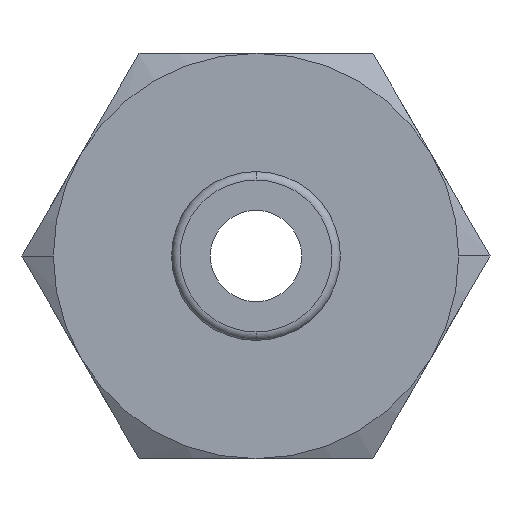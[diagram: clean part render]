
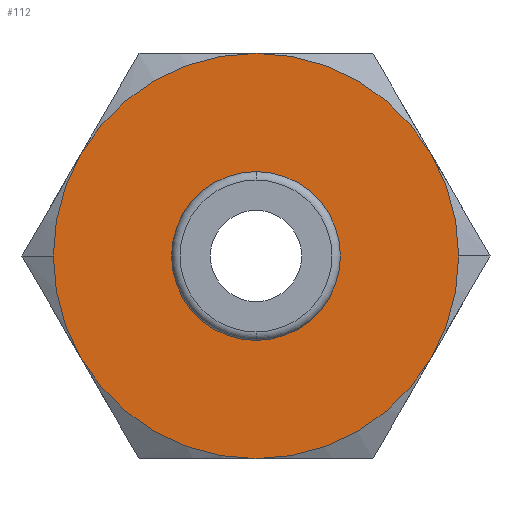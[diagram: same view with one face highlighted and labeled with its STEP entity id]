
A CAD part, front view. The second image highlights one B-rep face of the part: STEP entity #112.
In plain terms, the highlighted planar face has unit normal (0, -1, 0).
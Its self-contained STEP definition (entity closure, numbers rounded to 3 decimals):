
#112=ADVANCED_FACE('',(#252,#253),#254,.T.);
#252=FACE_OUTER_BOUND('',#425,.T.);
#253=FACE_BOUND('',#426,.T.);
#254=PLANE('',#427);
#425=EDGE_LOOP('',(#702,#703,#704,#705,#706,#707,#708,#709));
#426=EDGE_LOOP('',(#710,#711));
#427=AXIS2_PLACEMENT_3D('',#712,#713,#714);
#702=ORIENTED_EDGE('',*,*,#1134,.F.);
#703=ORIENTED_EDGE('',*,*,#1135,.F.);
#704=ORIENTED_EDGE('',*,*,#1136,.F.);
#705=ORIENTED_EDGE('',*,*,#1137,.F.);
#706=ORIENTED_EDGE('',*,*,#1101,.F.);
#707=ORIENTED_EDGE('',*,*,#1138,.F.);
#708=ORIENTED_EDGE('',*,*,#1139,.F.);
#709=ORIENTED_EDGE('',*,*,#1096,.F.);
#710=ORIENTED_EDGE('',*,*,#1062,.F.);
#711=ORIENTED_EDGE('',*,*,#1140,.F.);
#712=CARTESIAN_POINT('',(3.0,10.0,0.0));
#713=DIRECTION('',(-0.0,-1.0,-0.0));
#714=DIRECTION('',(-1.0,0.0,0.0));
#1062=EDGE_CURVE('',#1289,#1285,#1291,.T.);
#1096=EDGE_CURVE('',#1343,#1346,#1347,.T.);
#1101=EDGE_CURVE('',#1353,#1351,#1355,.T.);
#1134=EDGE_CURVE('',#1408,#1343,#1409,.T.);
#1135=EDGE_CURVE('',#1410,#1408,#1411,.T.);
#1136=EDGE_CURVE('',#1412,#1410,#1413,.T.);
#1137=EDGE_CURVE('',#1351,#1412,#1414,.T.);
#1138=EDGE_CURVE('',#1415,#1353,#1416,.T.);
#1139=EDGE_CURVE('',#1346,#1415,#1417,.T.);
#1140=EDGE_CURVE('',#1285,#1289,#1418,.T.);
#1285=VERTEX_POINT('',#1731);
#1289=VERTEX_POINT('',#1736);
#1291=CIRCLE('',#1739,2.5);
#1343=VERTEX_POINT('',#1823);
#1346=VERTEX_POINT('',#1827);
#1347=CIRCLE('',#1828,6.0);
#1351=VERTEX_POINT('',#1843);
#1353=VERTEX_POINT('',#1846);
#1355=CIRCLE('',#1859,6.0);
#1408=VERTEX_POINT('',#1924);
#1409=CIRCLE('',#1925,6.0);
#1410=VERTEX_POINT('',#1926);
#1411=CIRCLE('',#1927,6.0);
#1412=VERTEX_POINT('',#1928);
#1413=CIRCLE('',#1929,6.0);
#1414=CIRCLE('',#1930,6.0);
#1415=VERTEX_POINT('',#1931);
#1416=CIRCLE('',#1932,6.0);
#1417=CIRCLE('',#1933,6.0);
#1418=CIRCLE('',#1934,2.5);
#1731=CARTESIAN_POINT('',(2.5,10.0,0.));
#1736=CARTESIAN_POINT('',(-2.5,10.0,0.));
#1739=AXIS2_PLACEMENT_3D('',#2322,#2323,#2324);
#1823=CARTESIAN_POINT('',(6.0,10.0,0.));
#1827=CARTESIAN_POINT('',(5.196,10.0,-3.0));
#1828=AXIS2_PLACEMENT_3D('',#2372,#2373,#2374);
#1843=CARTESIAN_POINT('',(-6.0,10.0,0.));
#1846=CARTESIAN_POINT('',(-5.196,10.0,-3.0));
#1859=AXIS2_PLACEMENT_3D('',#2376,#2377,#2378);
#1924=CARTESIAN_POINT('',(5.196,10.0,3.0));
#1925=AXIS2_PLACEMENT_3D('',#2427,#2428,#2429);
#1926=CARTESIAN_POINT('',(0.,10.0,6.0));
#1927=AXIS2_PLACEMENT_3D('',#2430,#2431,#2432);
#1928=CARTESIAN_POINT('',(-5.196,10.0,3.0));
#1929=AXIS2_PLACEMENT_3D('',#2433,#2434,#2435);
#1930=AXIS2_PLACEMENT_3D('',#2436,#2437,#2438);
#1931=CARTESIAN_POINT('',(0.0,10.0,-6.0));
#1932=AXIS2_PLACEMENT_3D('',#2439,#2440,#2441);
#1933=AXIS2_PLACEMENT_3D('',#2442,#2443,#2444);
#1934=AXIS2_PLACEMENT_3D('',#2445,#2446,#2447);
#2322=CARTESIAN_POINT('',(0.0,10.0,0.0));
#2323=DIRECTION('',(0.0,-1.0,0.0));
#2324=DIRECTION('',(1.0,0.0,0.0));
#2372=CARTESIAN_POINT('',(0.0,10.0,0.0));
#2373=DIRECTION('',(-0.0,1.0,0.0));
#2374=DIRECTION('',(1.0,0.0,0.0));
#2376=CARTESIAN_POINT('',(0.0,10.0,0.0));
#2377=DIRECTION('',(-0.0,1.0,0.0));
#2378=DIRECTION('',(1.0,0.0,0.0));
#2427=CARTESIAN_POINT('',(0.0,10.0,0.0));
#2428=DIRECTION('',(-0.0,1.0,0.0));
#2429=DIRECTION('',(1.0,0.0,0.0));
#2430=CARTESIAN_POINT('',(0.0,10.0,0.0));
#2431=DIRECTION('',(-0.0,1.0,0.0));
#2432=DIRECTION('',(1.0,0.0,0.0));
#2433=CARTESIAN_POINT('',(0.0,10.0,0.0));
#2434=DIRECTION('',(-0.0,1.0,0.0));
#2435=DIRECTION('',(1.0,0.0,0.0));
#2436=CARTESIAN_POINT('',(0.0,10.0,0.0));
#2437=DIRECTION('',(-0.0,1.0,0.0));
#2438=DIRECTION('',(1.0,0.0,0.0));
#2439=CARTESIAN_POINT('',(0.0,10.0,0.0));
#2440=DIRECTION('',(-0.0,1.0,0.0));
#2441=DIRECTION('',(1.0,0.0,0.0));
#2442=CARTESIAN_POINT('',(0.0,10.0,0.0));
#2443=DIRECTION('',(-0.0,1.0,0.0));
#2444=DIRECTION('',(1.0,0.0,0.0));
#2445=CARTESIAN_POINT('',(0.0,10.0,0.0));
#2446=DIRECTION('',(0.0,-1.0,0.0));
#2447=DIRECTION('',(1.0,0.0,0.0));
